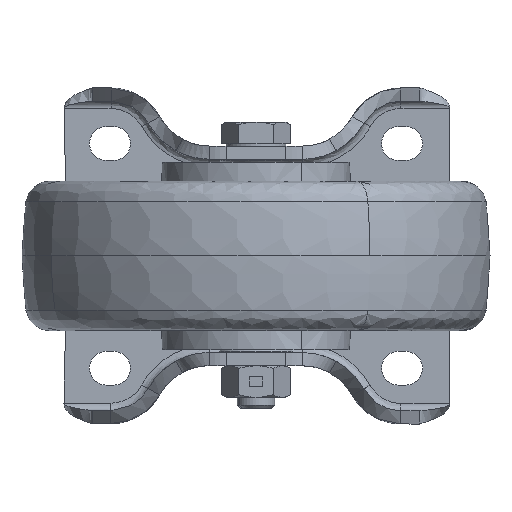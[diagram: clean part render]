
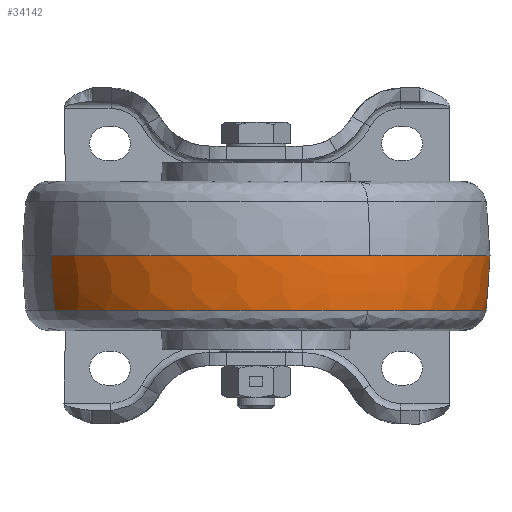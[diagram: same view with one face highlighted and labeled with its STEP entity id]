
A CAD part, front view. The second image highlights one B-rep face of the part: STEP entity #34142.
In plain terms, the highlighted toroidal (fillet/blend) face has major radius 32.499 mm and minor radius 95 mm.
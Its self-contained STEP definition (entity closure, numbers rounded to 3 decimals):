
#474 = DIRECTION ( 'NONE',  ( 0., 0., 1. ) ) ;
#1576 = TOROIDAL_SURFACE ( 'NONE', #32280, -32.499, 95. ) ;
#3408 = DIRECTION ( 'NONE',  ( -0.874, -0.486, 0. ) ) ;
#3675 = CARTESIAN_POINT ( 'NONE',  ( 28.405, -76.709, -0.425 ) ) ;
#4397 = ORIENTED_EDGE ( 'NONE', *, *, #14507, .T. ) ;
#4467 = DIRECTION ( 'NONE',  ( 0., 0., 1. ) ) ;
#5299 = CIRCLE ( 'NONE', #31680, 61.459 ) ;
#5564 = CIRCLE ( 'NONE', #32333, 61.459 ) ;
#5978 = EDGE_CURVE ( 'NONE', #34800, #9675, #35414, .T. ) ;
#6259 = CARTESIAN_POINT ( 'NONE',  ( -54.626, -122.868, 0. ) ) ;
#6374 = ORIENTED_EDGE ( 'NONE', *, *, #5978, .F. ) ;
#7041 = EDGE_CURVE ( 'NONE', #23857, #19876, #28678, .T. ) ;
#7260 = CARTESIAN_POINT ( 'NONE',  ( -28.405, -108.291, -0.425 ) ) ;
#7338 = ORIENTED_EDGE ( 'NONE', *, *, #7041, .F. ) ;
#7465 = ORIENTED_EDGE ( 'NONE', *, *, #9717, .T. ) ;
#7650 = CARTESIAN_POINT ( 'NONE',  ( 29.862, -146.216, -14.459 ) ) ;
#8111 = CARTESIAN_POINT ( 'NONE',  ( -53.716, -122.362, -14.459 ) ) ;
#8812 = DIRECTION ( 'NONE',  ( -0.486, 0.874, 0. ) ) ;
#8960 = DIRECTION ( 'NONE',  ( -0.486, 0.874, 0. ) ) ;
#9675 = VERTEX_POINT ( 'NONE', #24649 ) ;
#9717 = EDGE_CURVE ( 'NONE', #25001, #9675, #17142, .T. ) ;
#11397 = CARTESIAN_POINT ( 'NONE',  ( 0., -92.5, -14.459 ) ) ;
#12320 = AXIS2_PLACEMENT_3D ( 'NONE', #7260, #34031, #15719 ) ;
#12666 = AXIS2_PLACEMENT_3D ( 'NONE', #18211, #474, #15389 ) ;
#12759 = FACE_OUTER_BOUND ( 'NONE', #16478, .T. ) ;
#14507 = EDGE_CURVE ( 'NONE', #23857, #24068, #5299, .T. ) ;
#15389 = DIRECTION ( 'NONE',  ( -0.486, 0.874, 0. ) ) ;
#15719 = DIRECTION ( 'NONE',  ( 0.874, 0.486, 0. ) ) ;
#16478 = EDGE_LOOP ( 'NONE', ( #7338, #4397, #28154, #7465, #6374, #22943 ) ) ;
#17142 = CIRCLE ( 'NONE', #12320, 95. ) ;
#18211 = CARTESIAN_POINT ( 'NONE',  ( 0., -92.5, 0. ) ) ;
#19876 = VERTEX_POINT ( 'NONE', #6259 ) ;
#20414 = AXIS2_PLACEMENT_3D ( 'NONE', #3675, #27556, #3408 ) ;
#22861 = CARTESIAN_POINT ( 'NONE',  ( 0., -92.5, -0.425 ) ) ;
#22943 = ORIENTED_EDGE ( 'NONE', *, *, #33043, .F. ) ;
#23126 = DIRECTION ( 'NONE',  ( 0.874, 0.486, 0. ) ) ;
#23371 = DIRECTION ( 'NONE',  ( 0., 0., 1. ) ) ;
#23530 = CARTESIAN_POINT ( 'NONE',  ( 0., -92.5, 0. ) ) ;
#23857 = VERTEX_POINT ( 'NONE', #8111 ) ;
#24068 = VERTEX_POINT ( 'NONE', #7650 ) ;
#24208 = EDGE_CURVE ( 'NONE', #24068, #25001, #5564, .T. ) ;
#24649 = CARTESIAN_POINT ( 'NONE',  ( 54.626, -62.132, 0. ) ) ;
#25001 = VERTEX_POINT ( 'NONE', #36036 ) ;
#26438 = CARTESIAN_POINT ( 'NONE',  ( 30.368, -147.126, 0. ) ) ;
#27556 = DIRECTION ( 'NONE',  ( -0.486, 0.874, 0. ) ) ;
#28154 = ORIENTED_EDGE ( 'NONE', *, *, #24208, .T. ) ;
#28214 = CARTESIAN_POINT ( 'NONE',  ( 0., -92.5, -14.459 ) ) ;
#28678 = CIRCLE ( 'NONE', #20414, 95. ) ;
#28960 = DIRECTION ( 'NONE',  ( 0., 0., 1. ) ) ;
#31472 = AXIS2_PLACEMENT_3D ( 'NONE', #23530, #35509, #8960 ) ;
#31680 = AXIS2_PLACEMENT_3D ( 'NONE', #28214, #4467, #33953 ) ;
#32280 = AXIS2_PLACEMENT_3D ( 'NONE', #22861, #28960, #23126 ) ;
#32333 = AXIS2_PLACEMENT_3D ( 'NONE', #11397, #23371, #8812 ) ;
#33043 = EDGE_CURVE ( 'NONE', #19876, #34800, #33300, .T. ) ;
#33300 = CIRCLE ( 'NONE', #31472, 62.5 ) ;
#33953 = DIRECTION ( 'NONE',  ( -0.486, 0.874, 0. ) ) ;
#34031 = DIRECTION ( 'NONE',  ( 0.486, -0.874, 0. ) ) ;
#34142 = ADVANCED_FACE ( 'NONE', ( #12759 ), #1576, .T. ) ;
#34800 = VERTEX_POINT ( 'NONE', #26438 ) ;
#35414 = CIRCLE ( 'NONE', #12666, 62.5 ) ;
#35509 = DIRECTION ( 'NONE',  ( 0., 0., 1. ) ) ;
#36036 = CARTESIAN_POINT ( 'NONE',  ( 53.716, -62.638, -14.459 ) ) ;
